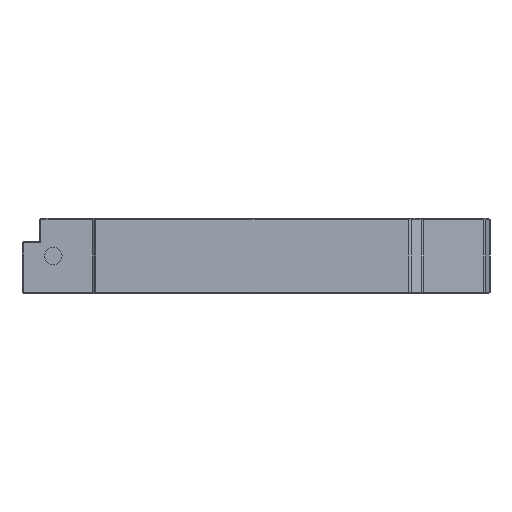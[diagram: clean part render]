
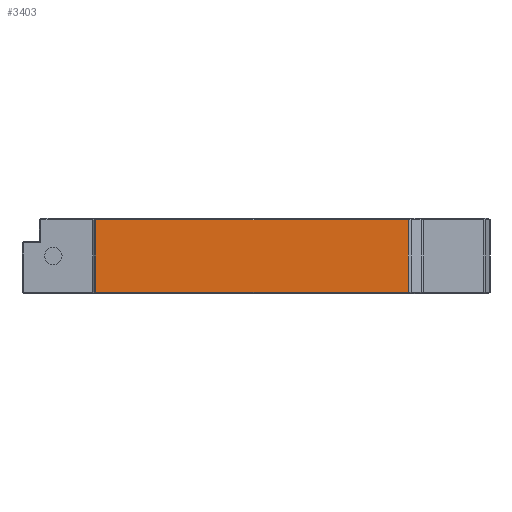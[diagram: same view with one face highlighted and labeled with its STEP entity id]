
A CAD part, left-side view. The second image highlights one B-rep face of the part: STEP entity #3403.
In plain terms, the highlighted planar face has unit normal (-1, 0, 0).
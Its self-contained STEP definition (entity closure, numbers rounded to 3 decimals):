
#208=PLANE('',#3652);
#429=FACE_OUTER_BOUND('',#650,.T.);
#650=EDGE_LOOP('',(#2995,#2996,#2997,#2998));
#778=LINE('',#4801,#1221);
#1083=LINE('',#5393,#1526);
#1086=LINE('',#5397,#1529);
#1091=LINE('',#5406,#1534);
#1221=VECTOR('',#3878,10.);
#1526=VECTOR('',#4427,10.);
#1529=VECTOR('',#4432,10.);
#1534=VECTOR('',#4441,10.);
#1653=VERTEX_POINT('',#4781);
#1656=VERTEX_POINT('',#4791);
#1666=VERTEX_POINT('',#4826);
#1668=VERTEX_POINT('',#4831);
#1934=EDGE_CURVE('',#1653,#1656,#778,.T.);
#2239=EDGE_CURVE('',#1656,#1668,#1083,.T.);
#2242=EDGE_CURVE('',#1668,#1666,#1086,.T.);
#2247=EDGE_CURVE('',#1666,#1653,#1091,.T.);
#2995=ORIENTED_EDGE('',*,*,#1934,.F.);
#2996=ORIENTED_EDGE('',*,*,#2247,.F.);
#2997=ORIENTED_EDGE('',*,*,#2242,.F.);
#2998=ORIENTED_EDGE('',*,*,#2239,.F.);
#3403=ADVANCED_FACE('',(#429),#208,.T.);
#3652=AXIS2_PLACEMENT_3D('',#5470,#4520,#4521);
#3878=DIRECTION('',(0.,0.,-1.));
#4427=DIRECTION('',(0.,1.,0.));
#4432=DIRECTION('',(0.,0.,1.));
#4441=DIRECTION('',(0.,-1.,0.));
#4520=DIRECTION('center_axis',(-1.,0.,0.));
#4521=DIRECTION('ref_axis',(0.,-1.,0.));
#4781=CARTESIAN_POINT('',(-100.,-77.6,20.4));
#4791=CARTESIAN_POINT('',(-100.,-77.6,0.4));
#4801=CARTESIAN_POINT('',(-100.,-77.6,0.));
#4826=CARTESIAN_POINT('',(-100.,8.4,20.4));
#4831=CARTESIAN_POINT('',(-100.,8.4,0.4));
#5393=CARTESIAN_POINT('',(-100.,-13.45,0.4));
#5397=CARTESIAN_POINT('',(-100.,8.4,0.));
#5406=CARTESIAN_POINT('',(-100.,-14.65,20.4));
#5470=CARTESIAN_POINT('Origin',(-100.,8.8,0.));
